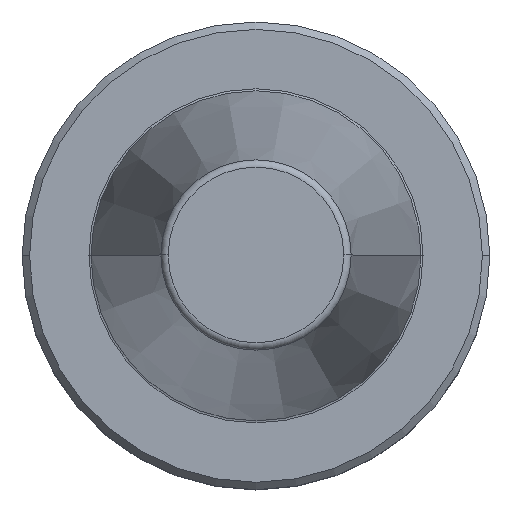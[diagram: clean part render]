
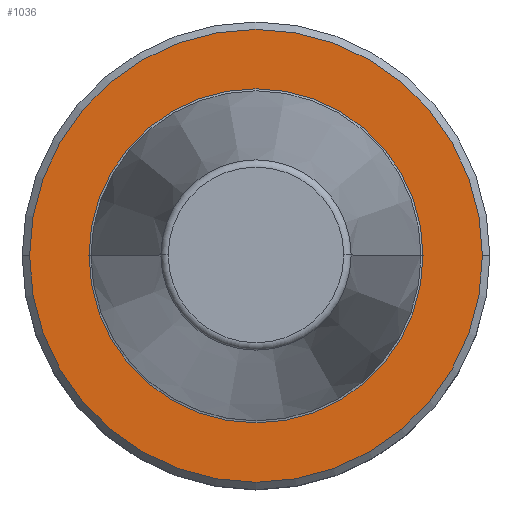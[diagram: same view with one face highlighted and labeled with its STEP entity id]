
A CAD part, top view. The second image highlights one B-rep face of the part: STEP entity #1036.
In plain terms, the highlighted planar face has unit normal (0, 0, 1).
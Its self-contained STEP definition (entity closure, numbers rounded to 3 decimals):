
#25 = DIRECTION ( 'NONE',  ( -1., 0., 0. ) ) ;
#29 = CARTESIAN_POINT ( 'NONE',  ( 0., 0., -67.4 ) ) ;
#93 = AXIS2_PLACEMENT_3D ( 'NONE', #843, #496, #25 ) ;
#126 = CARTESIAN_POINT ( 'NONE',  ( -22.5, 0., -67.4 ) ) ;
#156 = EDGE_CURVE ( 'NONE', #425, #872, #239, .T. ) ;
#213 = CIRCLE ( 'NONE', #797, 22.5 ) ;
#233 = CARTESIAN_POINT ( 'NONE',  ( 0., 0., -67.4 ) ) ;
#239 = CIRCLE ( 'NONE', #783, 30.5 ) ;
#285 = FACE_OUTER_BOUND ( 'NONE', #696, .T. ) ;
#299 = DIRECTION ( 'NONE',  ( 1., 0., 0. ) ) ;
#324 = AXIS2_PLACEMENT_3D ( 'NONE', #486, #356, #299 ) ;
#356 = DIRECTION ( 'NONE',  ( 0., 0., 1. ) ) ;
#399 = CARTESIAN_POINT ( 'NONE',  ( 30.5, 0., -67.4 ) ) ;
#425 = VERTEX_POINT ( 'NONE', #448 ) ;
#448 = CARTESIAN_POINT ( 'NONE',  ( -30.5, 0., -67.4 ) ) ;
#457 = DIRECTION ( 'NONE',  ( 0., 0., 1. ) ) ;
#486 = CARTESIAN_POINT ( 'NONE',  ( 0., 0., -67.4 ) ) ;
#496 = DIRECTION ( 'NONE',  ( 0., 0., -1. ) ) ;
#531 = VERTEX_POINT ( 'NONE', #742 ) ;
#558 = EDGE_CURVE ( 'NONE', #531, #702, #213, .T. ) ;
#603 = AXIS2_PLACEMENT_3D ( 'NONE', #233, #835, #1010 ) ;
#659 = PLANE ( 'NONE',  #93 ) ;
#663 = ORIENTED_EDGE ( 'NONE', *, *, #828, .F. ) ;
#696 = EDGE_LOOP ( 'NONE', ( #705, #1039 ) ) ;
#702 = VERTEX_POINT ( 'NONE', #126 ) ;
#705 = ORIENTED_EDGE ( 'NONE', *, *, #156, .T. ) ;
#708 = FACE_BOUND ( 'NONE', #1029, .T. ) ;
#709 = EDGE_CURVE ( 'NONE', #872, #425, #880, .T. ) ;
#742 = CARTESIAN_POINT ( 'NONE',  ( 22.5, 0., -67.4 ) ) ;
#743 = CIRCLE ( 'NONE', #324, 22.5 ) ;
#783 = AXIS2_PLACEMENT_3D ( 'NONE', #29, #1030, #978 ) ;
#797 = AXIS2_PLACEMENT_3D ( 'NONE', #963, #457, #870 ) ;
#828 = EDGE_CURVE ( 'NONE', #702, #531, #743, .T. ) ;
#835 = DIRECTION ( 'NONE',  ( 0., 0., 1. ) ) ;
#843 = CARTESIAN_POINT ( 'NONE',  ( 0., 0., -67.4 ) ) ;
#870 = DIRECTION ( 'NONE',  ( 1., 0., 0. ) ) ;
#872 = VERTEX_POINT ( 'NONE', #399 ) ;
#880 = CIRCLE ( 'NONE', #603, 30.5 ) ;
#897 = ORIENTED_EDGE ( 'NONE', *, *, #558, .F. ) ;
#963 = CARTESIAN_POINT ( 'NONE',  ( 0., 0., -67.4 ) ) ;
#978 = DIRECTION ( 'NONE',  ( 1., 0., 0. ) ) ;
#1010 = DIRECTION ( 'NONE',  ( 1., 0., 0. ) ) ;
#1029 = EDGE_LOOP ( 'NONE', ( #897, #663 ) ) ;
#1030 = DIRECTION ( 'NONE',  ( 0., 0., 1. ) ) ;
#1036 = ADVANCED_FACE ( 'NONE', ( #708, #285 ), #659, .F. ) ;
#1039 = ORIENTED_EDGE ( 'NONE', *, *, #709, .T. ) ;
